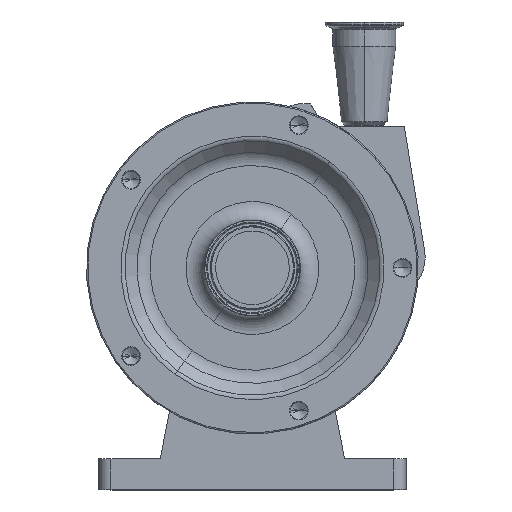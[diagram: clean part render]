
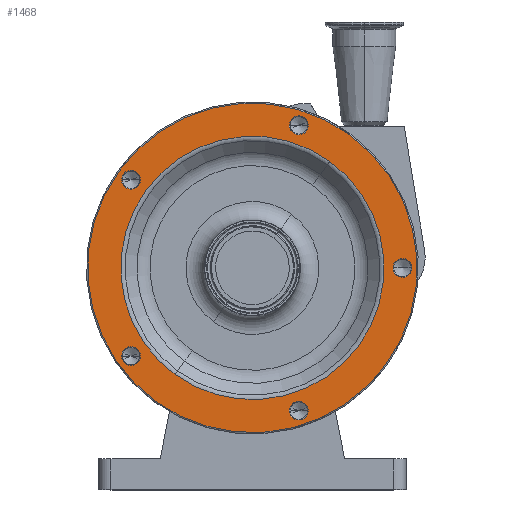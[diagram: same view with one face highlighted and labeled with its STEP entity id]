
A CAD part, top view. The second image highlights one B-rep face of the part: STEP entity #1468.
In plain terms, the highlighted planar face has unit normal (0, 0, 1).
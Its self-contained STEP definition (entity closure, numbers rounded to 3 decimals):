
#154 = DIRECTION ( 'NONE',  ( -0.588, -0.809, 0. ) ) ;
#205 = VERTEX_POINT ( 'NONE', #6379 ) ;
#320 = DIRECTION ( 'NONE',  ( -0.588, -0.809, 0. ) ) ;
#404 = VERTEX_POINT ( 'NONE', #5059 ) ;
#469 = CARTESIAN_POINT ( 'NONE',  ( 0., 0., 209.5 ) ) ;
#565 = DIRECTION ( 'NONE',  ( 0., 0., -1. ) ) ;
#584 = ORIENTED_EDGE ( 'NONE', *, *, #7681, .T. ) ;
#623 = CIRCLE ( 'NONE', #6112, 7.644 ) ;
#652 = PLANE ( 'NONE',  #4097 ) ;
#847 = CARTESIAN_POINT ( 'NONE',  ( -103.193, 65.526, 209.5 ) ) ;
#883 = ORIENTED_EDGE ( 'NONE', *, *, #4993, .T. ) ;
#888 = ORIENTED_EDGE ( 'NONE', *, *, #5264, .F. ) ;
#925 = VERTEX_POINT ( 'NONE', #9608 ) ;
#950 = CIRCLE ( 'NONE', #4351, 7.644 ) ;
#1027 = CIRCLE ( 'NONE', #6836, 7.644 ) ;
#1038 = CIRCLE ( 'NONE', #2506, 7.644 ) ;
#1073 = EDGE_CURVE ( 'NONE', #6042, #4428, #9218, .T. ) ;
#1101 = CARTESIAN_POINT ( 'NONE',  ( 33.207, 109.845, 209.5 ) ) ;
#1153 = DIRECTION ( 'NONE',  ( -0.588, -0.809, 0. ) ) ;
#1365 = CIRCLE ( 'NONE', #6209, 7.644 ) ;
#1468 = ADVANCED_FACE ( 'NONE', ( #9123, #6853, #8422, #6151, #3026, #7668, #7573 ), #652, .F. ) ;
#1473 = EDGE_LOOP ( 'NONE', ( #3929, #883 ) ) ;
#1500 = DIRECTION ( 'NONE',  ( 0., 0., -1. ) ) ;
#1554 = DIRECTION ( 'NONE',  ( -0.588, -0.809, 0. ) ) ;
#1680 = VERTEX_POINT ( 'NONE', #6554 ) ;
#1713 = CARTESIAN_POINT ( 'NONE',  ( 126.493, 6.184, 209.5 ) ) ;
#1745 = VERTEX_POINT ( 'NONE', #1101 ) ;
#1801 = EDGE_CURVE ( 'NONE', #3869, #3826, #6194, .T. ) ;
#1926 = EDGE_CURVE ( 'NONE', #1680, #8915, #1027, .T. ) ;
#1949 = VERTEX_POINT ( 'NONE', #7913 ) ;
#2103 = DIRECTION ( 'NONE',  ( -0.588, -0.809, 0. ) ) ;
#2199 = EDGE_CURVE ( 'NONE', #1949, #925, #3624, .T. ) ;
#2372 = DIRECTION ( 'NONE',  ( 0., 0., -1. ) ) ;
#2414 = AXIS2_PLACEMENT_3D ( 'NONE', #469, #9693, #320 ) ;
#2506 = AXIS2_PLACEMENT_3D ( 'NONE', #4292, #6550, #2103 ) ;
#2526 = CARTESIAN_POINT ( 'NONE',  ( 0., 0., 209.5 ) ) ;
#2597 = DIRECTION ( 'NONE',  ( 0., 0., -1. ) ) ;
#2617 = EDGE_CURVE ( 'NONE', #4428, #6042, #1365, .T. ) ;
#2642 = CARTESIAN_POINT ( 'NONE',  ( -103.193, -77.894, 209.5 ) ) ;
#2734 = DIRECTION ( 'NONE',  ( 0., 0., -1. ) ) ;
#3026 = FACE_BOUND ( 'NONE', #1473, .T. ) ;
#3053 = CARTESIAN_POINT ( 'NONE',  ( -98.7, 71.71, 209.5 ) ) ;
#3063 = EDGE_LOOP ( 'NONE', ( #9814, #5147 ) ) ;
#3064 = ORIENTED_EDGE ( 'NONE', *, *, #6896, .T. ) ;
#3095 = CARTESIAN_POINT ( 'NONE',  ( -94.207, 77.894, 209.5 ) ) ;
#3237 = CARTESIAN_POINT ( 'NONE',  ( -98.7, 71.71, 209.5 ) ) ;
#3238 = CARTESIAN_POINT ( 'NONE',  ( -98.7, -71.71, 209.5 ) ) ;
#3331 = VERTEX_POINT ( 'NONE', #847 ) ;
#3447 = AXIS2_PLACEMENT_3D ( 'NONE', #2526, #2372, #4599 ) ;
#3624 = CIRCLE ( 'NONE', #7169, 134. ) ;
#3668 = EDGE_LOOP ( 'NONE', ( #6849, #4373 ) ) ;
#3673 = EDGE_LOOP ( 'NONE', ( #5120, #9738 ) ) ;
#3753 = CARTESIAN_POINT ( 'NONE',  ( 122., 0., 209.5 ) ) ;
#3826 = VERTEX_POINT ( 'NONE', #4320 ) ;
#3869 = VERTEX_POINT ( 'NONE', #2642 ) ;
#3929 = ORIENTED_EDGE ( 'NONE', *, *, #6913, .T. ) ;
#4039 = EDGE_CURVE ( 'NONE', #205, #1745, #5116, .T. ) ;
#4097 = AXIS2_PLACEMENT_3D ( 'NONE', #4313, #1500, #1554 ) ;
#4107 = AXIS2_PLACEMENT_3D ( 'NONE', #6500, #9572, #1153 ) ;
#4170 = CARTESIAN_POINT ( 'NONE',  ( 122., 0., 209.5 ) ) ;
#4292 = CARTESIAN_POINT ( 'NONE',  ( 37.7, -116.029, 209.5 ) ) ;
#4313 = CARTESIAN_POINT ( 'NONE',  ( -108.408, 78.763, 209.5 ) ) ;
#4320 = CARTESIAN_POINT ( 'NONE',  ( -94.207, -65.526, 209.5 ) ) ;
#4330 = DIRECTION ( 'NONE',  ( -0.588, -0.809, 0. ) ) ;
#4339 = AXIS2_PLACEMENT_3D ( 'NONE', #3238, #6155, #9373 ) ;
#4351 = AXIS2_PLACEMENT_3D ( 'NONE', #7279, #2734, #6568 ) ;
#4373 = ORIENTED_EDGE ( 'NONE', *, *, #6600, .T. ) ;
#4428 = VERTEX_POINT ( 'NONE', #1713 ) ;
#4508 = EDGE_CURVE ( 'NONE', #3826, #3869, #9641, .T. ) ;
#4579 = AXIS2_PLACEMENT_3D ( 'NONE', #3237, #7674, #154 ) ;
#4595 = AXIS2_PLACEMENT_3D ( 'NONE', #8840, #8095, #5776 ) ;
#4599 = DIRECTION ( 'NONE',  ( -0.588, -0.809, 0. ) ) ;
#4993 = EDGE_CURVE ( 'NONE', #3331, #8768, #623, .T. ) ;
#5042 = AXIS2_PLACEMENT_3D ( 'NONE', #3753, #9901, #6783 ) ;
#5059 = CARTESIAN_POINT ( 'NONE',  ( -62.935, -86.622, 209.5 ) ) ;
#5116 = CIRCLE ( 'NONE', #6406, 7.644 ) ;
#5120 = ORIENTED_EDGE ( 'NONE', *, *, #4508, .T. ) ;
#5147 = ORIENTED_EDGE ( 'NONE', *, *, #1926, .T. ) ;
#5185 = DIRECTION ( 'NONE',  ( 0., 0., -1. ) ) ;
#5221 = CARTESIAN_POINT ( 'NONE',  ( 117.507, -6.184, 209.5 ) ) ;
#5232 = CARTESIAN_POINT ( 'NONE',  ( 37.7, -116.029, 209.5 ) ) ;
#5264 = EDGE_CURVE ( 'NONE', #925, #1949, #7895, .T. ) ;
#5601 = VERTEX_POINT ( 'NONE', #9832 ) ;
#5776 = DIRECTION ( 'NONE',  ( -0.588, -0.809, 0. ) ) ;
#6042 = VERTEX_POINT ( 'NONE', #5221 ) ;
#6112 = AXIS2_PLACEMENT_3D ( 'NONE', #3053, #9099, #9193 ) ;
#6151 = FACE_BOUND ( 'NONE', #3673, .T. ) ;
#6155 = DIRECTION ( 'NONE',  ( 0., 0., -1. ) ) ;
#6181 = EDGE_LOOP ( 'NONE', ( #3064, #584 ) ) ;
#6194 = CIRCLE ( 'NONE', #4107, 7.644 ) ;
#6209 = AXIS2_PLACEMENT_3D ( 'NONE', #4170, #2597, #7336 ) ;
#6379 = CARTESIAN_POINT ( 'NONE',  ( 42.193, 122.213, 209.5 ) ) ;
#6406 = AXIS2_PLACEMENT_3D ( 'NONE', #6872, #565, #9943 ) ;
#6500 = CARTESIAN_POINT ( 'NONE',  ( -98.7, -71.71, 209.5 ) ) ;
#6541 = EDGE_LOOP ( 'NONE', ( #888, #8957 ) ) ;
#6550 = DIRECTION ( 'NONE',  ( 0., 0., -1. ) ) ;
#6554 = CARTESIAN_POINT ( 'NONE',  ( 33.207, -122.213, 209.5 ) ) ;
#6568 = DIRECTION ( 'NONE',  ( -0.588, -0.809, 0. ) ) ;
#6600 = EDGE_CURVE ( 'NONE', #1745, #205, #950, .T. ) ;
#6657 = CIRCLE ( 'NONE', #4595, 107.071 ) ;
#6783 = DIRECTION ( 'NONE',  ( -0.588, -0.809, 0. ) ) ;
#6836 = AXIS2_PLACEMENT_3D ( 'NONE', #5232, #5185, #8267 ) ;
#6849 = ORIENTED_EDGE ( 'NONE', *, *, #4039, .T. ) ;
#6853 = FACE_BOUND ( 'NONE', #7693, .T. ) ;
#6872 = CARTESIAN_POINT ( 'NONE',  ( 37.7, 116.029, 209.5 ) ) ;
#6896 = EDGE_CURVE ( 'NONE', #404, #5601, #7964, .T. ) ;
#6913 = EDGE_CURVE ( 'NONE', #8768, #3331, #9072, .T. ) ;
#7169 = AXIS2_PLACEMENT_3D ( 'NONE', #8117, #7354, #4330 ) ;
#7279 = CARTESIAN_POINT ( 'NONE',  ( 37.7, 116.029, 209.5 ) ) ;
#7336 = DIRECTION ( 'NONE',  ( -0.588, -0.809, 0. ) ) ;
#7354 = DIRECTION ( 'NONE',  ( 0., 0., -1. ) ) ;
#7385 = CARTESIAN_POINT ( 'NONE',  ( 42.193, -109.845, 209.5 ) ) ;
#7573 = FACE_BOUND ( 'NONE', #6181, .T. ) ;
#7668 = FACE_OUTER_BOUND ( 'NONE', #6541, .T. ) ;
#7674 = DIRECTION ( 'NONE',  ( 0., 0., -1. ) ) ;
#7681 = EDGE_CURVE ( 'NONE', #5601, #404, #6657, .T. ) ;
#7693 = EDGE_LOOP ( 'NONE', ( #9798, #7861 ) ) ;
#7861 = ORIENTED_EDGE ( 'NONE', *, *, #1073, .T. ) ;
#7895 = CIRCLE ( 'NONE', #2414, 134. ) ;
#7913 = CARTESIAN_POINT ( 'NONE',  ( 78.763, 108.408, 209.5 ) ) ;
#7964 = CIRCLE ( 'NONE', #3447, 107.071 ) ;
#8095 = DIRECTION ( 'NONE',  ( 0., 0., -1. ) ) ;
#8117 = CARTESIAN_POINT ( 'NONE',  ( 0., 0., 209.5 ) ) ;
#8267 = DIRECTION ( 'NONE',  ( -0.588, -0.809, 0. ) ) ;
#8422 = FACE_BOUND ( 'NONE', #3063, .T. ) ;
#8768 = VERTEX_POINT ( 'NONE', #3095 ) ;
#8840 = CARTESIAN_POINT ( 'NONE',  ( 0., 0., 209.5 ) ) ;
#8915 = VERTEX_POINT ( 'NONE', #7385 ) ;
#8957 = ORIENTED_EDGE ( 'NONE', *, *, #2199, .F. ) ;
#9072 = CIRCLE ( 'NONE', #4579, 7.644 ) ;
#9099 = DIRECTION ( 'NONE',  ( 0., 0., -1. ) ) ;
#9123 = FACE_BOUND ( 'NONE', #3668, .T. ) ;
#9193 = DIRECTION ( 'NONE',  ( -0.588, -0.809, 0. ) ) ;
#9218 = CIRCLE ( 'NONE', #5042, 7.644 ) ;
#9369 = EDGE_CURVE ( 'NONE', #8915, #1680, #1038, .T. ) ;
#9373 = DIRECTION ( 'NONE',  ( -0.588, -0.809, 0. ) ) ;
#9572 = DIRECTION ( 'NONE',  ( 0., 0., -1. ) ) ;
#9608 = CARTESIAN_POINT ( 'NONE',  ( -78.763, -108.408, 209.5 ) ) ;
#9641 = CIRCLE ( 'NONE', #4339, 7.644 ) ;
#9693 = DIRECTION ( 'NONE',  ( 0., 0., -1. ) ) ;
#9738 = ORIENTED_EDGE ( 'NONE', *, *, #1801, .T. ) ;
#9798 = ORIENTED_EDGE ( 'NONE', *, *, #2617, .T. ) ;
#9814 = ORIENTED_EDGE ( 'NONE', *, *, #9369, .T. ) ;
#9832 = CARTESIAN_POINT ( 'NONE',  ( 62.935, 86.622, 209.5 ) ) ;
#9901 = DIRECTION ( 'NONE',  ( 0., 0., -1. ) ) ;
#9943 = DIRECTION ( 'NONE',  ( -0.588, -0.809, 0. ) ) ;
